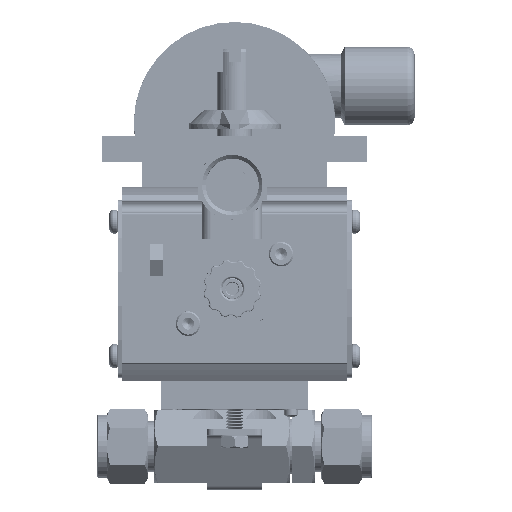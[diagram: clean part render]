
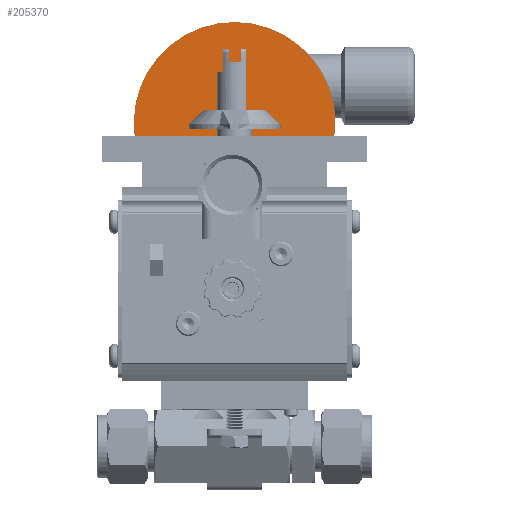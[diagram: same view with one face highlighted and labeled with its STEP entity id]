
A CAD part, top view. The second image highlights one B-rep face of the part: STEP entity #205370.
In plain terms, the highlighted planar face has unit normal (0, 0, 1).
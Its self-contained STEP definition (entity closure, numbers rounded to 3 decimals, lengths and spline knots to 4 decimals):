
#665 = AXIS2_PLACEMENT_3D ( 'NONE', #156923, #52594, #174487 ) ;
#5345 = CARTESIAN_POINT ( 'NONE',  ( 0.3435, 3.861, -1.29 ) ) ;
#6625 = CARTESIAN_POINT ( 'NONE',  ( 0.0005, 4.391, -1.29 ) ) ;
#14720 = ORIENTED_EDGE ( 'NONE', *, *, #154271, .F. ) ;
#15967 = CIRCLE ( 'NONE', #165522, 1.3675 ) ;
#16913 = DIRECTION ( 'NONE',  ( 0., 0., -1. ) ) ;
#17907 = CARTESIAN_POINT ( 'NONE',  ( 1.368, 4.391, -1.29 ) ) ;
#18072 = FACE_OUTER_BOUND ( 'NONE', #143719, .T. ) ;
#18803 = EDGE_CURVE ( 'NONE', #89588, #159479, #97004, .T. ) ;
#22846 = DIRECTION ( 'NONE',  ( 1., 0., 0. ) ) ;
#24103 = DIRECTION ( 'NONE',  ( 1., 0., 0. ) ) ;
#34725 = AXIS2_PLACEMENT_3D ( 'NONE', #135743, #66494, #188351 ) ;
#48198 = CARTESIAN_POINT ( 'NONE',  ( -0.3435, 3.861, -1.29 ) ) ;
#52301 = CARTESIAN_POINT ( 'NONE',  ( 0.3435, 3.861, -1.29 ) ) ;
#52594 = DIRECTION ( 'NONE',  ( 0., 0., 1. ) ) ;
#55222 = VERTEX_POINT ( 'NONE', #107535 ) ;
#59028 = FACE_BOUND ( 'NONE', #83306, .T. ) ;
#64938 = CARTESIAN_POINT ( 'NONE',  ( -0.5912, 3.861, -1.29 ) ) ;
#65767 = DIRECTION ( 'NONE',  ( 1., 0., 0. ) ) ;
#66494 = DIRECTION ( 'NONE',  ( 0., 0., -1. ) ) ;
#69843 = DIRECTION ( 'NONE',  ( 1., 0., 0. ) ) ;
#80487 = ORIENTED_EDGE ( 'NONE', *, *, #18803, .F. ) ;
#81329 = CIRCLE ( 'NONE', #665, 0.2478 ) ;
#83306 = EDGE_LOOP ( 'NONE', ( #148273, #194220 ) ) ;
#86144 = CARTESIAN_POINT ( 'NONE',  ( -0.0957, 3.861, -1.29 ) ) ;
#89588 = VERTEX_POINT ( 'NONE', #17907 ) ;
#97004 = CIRCLE ( 'NONE', #121270, 1.3675 ) ;
#102252 = EDGE_LOOP ( 'NONE', ( #14720, #132388 ) ) ;
#107535 = CARTESIAN_POINT ( 'NONE',  ( 0.5913, 3.861, -1.29 ) ) ;
#111175 = CARTESIAN_POINT ( 'NONE',  ( 0.0958, 3.861, -1.29 ) ) ;
#121270 = AXIS2_PLACEMENT_3D ( 'NONE', #6625, #128431, #24103 ) ;
#121271 = CARTESIAN_POINT ( 'NONE',  ( 0.0005, 4.391, -1.29 ) ) ;
#123503 = EDGE_CURVE ( 'NONE', #55222, #225216, #146361, .T. ) ;
#127166 = DIRECTION ( 'NONE',  ( 0., 0., 1. ) ) ;
#127955 = CIRCLE ( 'NONE', #195270, 0.2478 ) ;
#128431 = DIRECTION ( 'NONE',  ( 0., 0., -1. ) ) ;
#132388 = ORIENTED_EDGE ( 'NONE', *, *, #178935, .F. ) ;
#134375 = AXIS2_PLACEMENT_3D ( 'NONE', #52301, #174182, #69843 ) ;
#135743 = CARTESIAN_POINT ( 'NONE',  ( 0.0005, 4.391, -1.29 ) ) ;
#137070 = CIRCLE ( 'NONE', #159429, 0.2478 ) ;
#138751 = DIRECTION ( 'NONE',  ( 1., 0., 0. ) ) ;
#143719 = EDGE_LOOP ( 'NONE', ( #208732, #80487 ) ) ;
#146361 = CIRCLE ( 'NONE', #134375, 0.2478 ) ;
#147929 = EDGE_CURVE ( 'NONE', #225216, #55222, #137070, .T. ) ;
#148273 = ORIENTED_EDGE ( 'NONE', *, *, #123503, .F. ) ;
#150818 = VERTEX_POINT ( 'NONE', #64938 ) ;
#153844 = CARTESIAN_POINT ( 'NONE',  ( -1.367, 4.391, -1.29 ) ) ;
#154271 = EDGE_CURVE ( 'NONE', #210779, #150818, #81329, .T. ) ;
#156923 = CARTESIAN_POINT ( 'NONE',  ( -0.3435, 3.861, -1.29 ) ) ;
#159429 = AXIS2_PLACEMENT_3D ( 'NONE', #5345, #127166, #22846 ) ;
#159479 = VERTEX_POINT ( 'NONE', #153844 ) ;
#165522 = AXIS2_PLACEMENT_3D ( 'NONE', #121271, #16913, #138751 ) ;
#170106 = DIRECTION ( 'NONE',  ( 0., 0., 1. ) ) ;
#174182 = DIRECTION ( 'NONE',  ( 0., 0., 1. ) ) ;
#174487 = DIRECTION ( 'NONE',  ( 1., 0., 0. ) ) ;
#175606 = EDGE_CURVE ( 'NONE', #159479, #89588, #15967, .T. ) ;
#178935 = EDGE_CURVE ( 'NONE', #150818, #210779, #127955, .T. ) ;
#188351 = DIRECTION ( 'NONE',  ( 1., 0., 0. ) ) ;
#194220 = ORIENTED_EDGE ( 'NONE', *, *, #147929, .F. ) ;
#195270 = AXIS2_PLACEMENT_3D ( 'NONE', #48198, #170106, #65767 ) ;
#197978 = FACE_BOUND ( 'NONE', #102252, .T. ) ;
#205370 = ADVANCED_FACE ( 'NONE', ( #18072, #59028, #197978 ), #222540, .F. ) ;
#208732 = ORIENTED_EDGE ( 'NONE', *, *, #175606, .F. ) ;
#210779 = VERTEX_POINT ( 'NONE', #86144 ) ;
#222540 = PLANE ( 'NONE',  #34725 ) ;
#225216 = VERTEX_POINT ( 'NONE', #111175 ) ;
